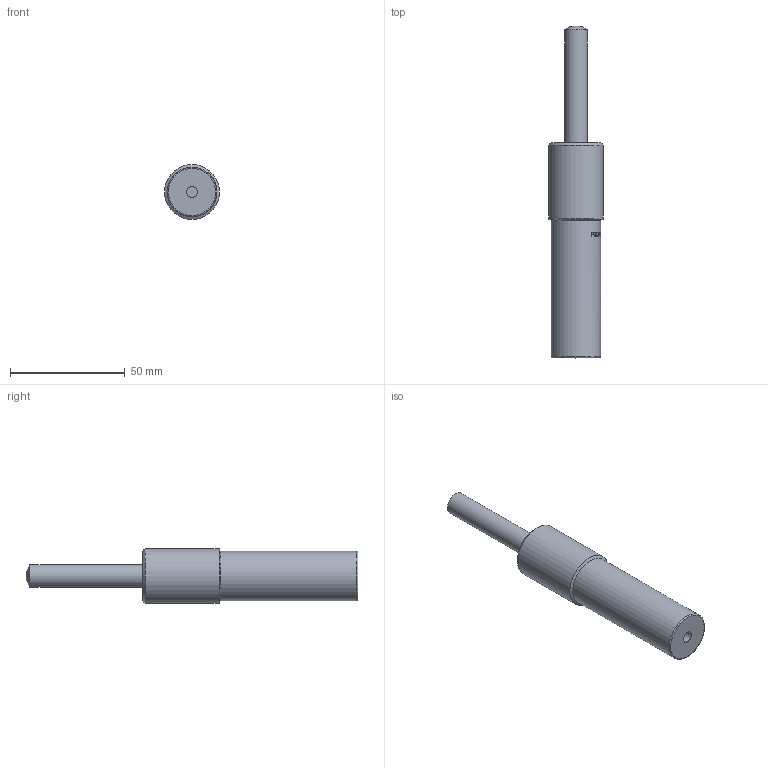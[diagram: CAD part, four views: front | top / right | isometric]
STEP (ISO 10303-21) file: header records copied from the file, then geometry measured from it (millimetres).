
FILE_DESCRIPTION(/* description */ (''),/* implementation_level */ '2;1');
FILE_NAME(/* name */ 'PNDR-24-10-050.stp',/* time_stamp */ '2024-12-03T14:20:05-03:00',/* author */ ('filippi'),/* organization */ (''),/* preprocessor_version */ 'ST-DEVELOPER v19',/* originating_system */ 'Autodesk Inventor 2023',/* authorisation */ '');
FILE_SCHEMA (('AUTOMOTIVE_DESIGN { 1 0 10303 214 3 1 1 }'));
Length unit declared in the file: millimetre
Products named in the file (3): PNDR-24-10-050; CORPO - PNDR-24-10-050; HASTE - PNDR-24-10-050
Assembly tree (2 placements, depth 2):
  PNDR-24-10-050
    CORPO - PNDR-24-10-050
    HASTE - PNDR-24-10-050
Bounding box: 24 x 144.95 x 24 mm (x, y, z)
Volume: 36590.2 mm3; surface area: 11259 mm2
Topology: 2 solids, 2 shells, 234 faces, 617 edges, 410 vertices
Faces by surface type: plane 101, bspline 90, cylinder 38, cone 3, torus 1, sphere 1
Full cylindrical faces by diameter (mm): 4.917 x1, 10 x2, 21.7 x1, 24 x1
Entity records: 9813 total; most frequent: CARTESIAN_POINT 4164, ORIENTED_EDGE 1232, DIRECTION 858, EDGE_CURVE 616, VERTEX_POINT 410, LINE 314, VECTOR 314, AXIS2_PLACEMENT_3D 272
